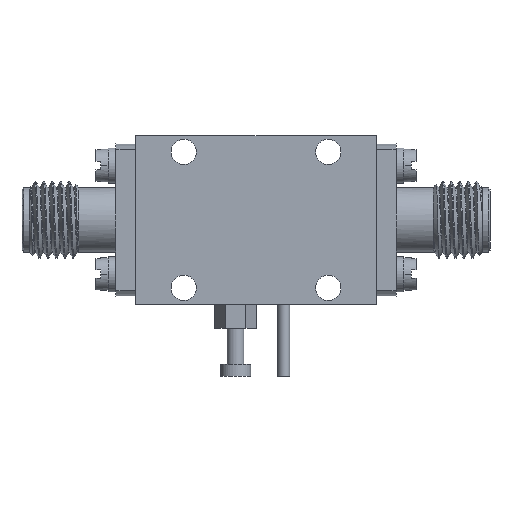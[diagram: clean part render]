
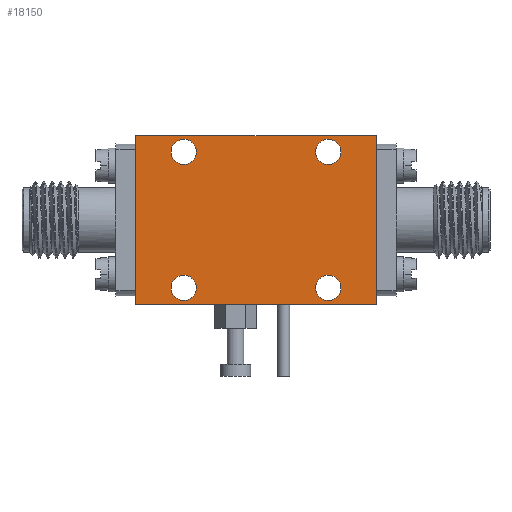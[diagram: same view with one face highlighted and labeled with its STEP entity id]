
A CAD part, front view. The second image highlights one B-rep face of the part: STEP entity #18150.
In plain terms, the highlighted planar face has unit normal (0, -1, 0).
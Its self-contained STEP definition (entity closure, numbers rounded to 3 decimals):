
#88 = FACE_OUTER_BOUND ( 'NONE', #18625, .T. ) ;
#109 = EDGE_LOOP ( 'NONE', ( #2704, #7512 ) ) ;
#543 = ORIENTED_EDGE ( 'NONE', *, *, #11937, .T. ) ;
#660 = DIRECTION ( 'NONE',  ( 0., 1., 0. ) ) ;
#716 = CARTESIAN_POINT ( 'NONE',  ( 6., 0., 5.65 ) ) ;
#850 = DIRECTION ( 'NONE',  ( 0., 0., 1. ) ) ;
#907 = AXIS2_PLACEMENT_3D ( 'NONE', #716, #7869, #19756 ) ;
#1290 = VECTOR ( 'NONE', #850, 1000. ) ;
#1303 = CARTESIAN_POINT ( 'NONE',  ( -6., 0., -4.6 ) ) ;
#1419 = VERTEX_POINT ( 'NONE', #5029 ) ;
#1478 = CARTESIAN_POINT ( 'NONE',  ( -6., 0., 6.7 ) ) ;
#1760 = VERTEX_POINT ( 'NONE', #18731 ) ;
#1927 = ORIENTED_EDGE ( 'NONE', *, *, #14758, .T. ) ;
#2009 = LINE ( 'NONE', #7579, #12999 ) ;
#2312 = CARTESIAN_POINT ( 'NONE',  ( 10., 0., -7. ) ) ;
#2349 = VERTEX_POINT ( 'NONE', #12804 ) ;
#2571 = ORIENTED_EDGE ( 'NONE', *, *, #5683, .F. ) ;
#2605 = VECTOR ( 'NONE', #18786, 1000. ) ;
#2682 = DIRECTION ( 'NONE',  ( 0., 1., 0. ) ) ;
#2704 = ORIENTED_EDGE ( 'NONE', *, *, #20007, .T. ) ;
#2770 = CARTESIAN_POINT ( 'NONE',  ( -10., 0., -7. ) ) ;
#3064 = DIRECTION ( 'NONE',  ( 0., 0., 1. ) ) ;
#3273 = DIRECTION ( 'NONE',  ( 0., 0., 1. ) ) ;
#3621 = CIRCLE ( 'NONE', #15579, 1.05 ) ;
#3812 = CARTESIAN_POINT ( 'NONE',  ( 0., 0., 0. ) ) ;
#3906 = AXIS2_PLACEMENT_3D ( 'NONE', #9395, #660, #11104 ) ;
#3924 = CIRCLE ( 'NONE', #11174, 1.05 ) ;
#4155 = CARTESIAN_POINT ( 'NONE',  ( -10., 0., 7. ) ) ;
#4321 = ORIENTED_EDGE ( 'NONE', *, *, #15172, .T. ) ;
#4753 = EDGE_LOOP ( 'NONE', ( #543, #1927 ) ) ;
#4960 = VERTEX_POINT ( 'NONE', #12542 ) ;
#5029 = CARTESIAN_POINT ( 'NONE',  ( 10., 0., -7. ) ) ;
#5035 = CARTESIAN_POINT ( 'NONE',  ( -10., 0., -7. ) ) ;
#5083 = DIRECTION ( 'NONE',  ( 0., 0., -1. ) ) ;
#5683 = EDGE_CURVE ( 'NONE', #13910, #12242, #2009, .T. ) ;
#5867 = LINE ( 'NONE', #2770, #20022 ) ;
#5891 = CARTESIAN_POINT ( 'NONE',  ( 6., 0., 5.65 ) ) ;
#6266 = ORIENTED_EDGE ( 'NONE', *, *, #13442, .T. ) ;
#7166 = DIRECTION ( 'NONE',  ( 0., 0., 1. ) ) ;
#7389 = VERTEX_POINT ( 'NONE', #12201 ) ;
#7430 = AXIS2_PLACEMENT_3D ( 'NONE', #8870, #15789, #7166 ) ;
#7435 = DIRECTION ( 'NONE',  ( 1., 0., 0. ) ) ;
#7512 = ORIENTED_EDGE ( 'NONE', *, *, #18938, .T. ) ;
#7579 = CARTESIAN_POINT ( 'NONE',  ( -10., 0., -7. ) ) ;
#7682 = CARTESIAN_POINT ( 'NONE',  ( -6., 0., -5.65 ) ) ;
#7869 = DIRECTION ( 'NONE',  ( 0., 1., 0. ) ) ;
#8199 = VERTEX_POINT ( 'NONE', #1478 ) ;
#8525 = VERTEX_POINT ( 'NONE', #1303 ) ;
#8703 = FACE_BOUND ( 'NONE', #19806, .T. ) ;
#8870 = CARTESIAN_POINT ( 'NONE',  ( 6., 0., -5.65 ) ) ;
#9395 = CARTESIAN_POINT ( 'NONE',  ( -6., 0., 5.65 ) ) ;
#9490 = DIRECTION ( 'NONE',  ( 0., 0., 1. ) ) ;
#9642 = DIRECTION ( 'NONE',  ( 0., 1., 0. ) ) ;
#10212 = ORIENTED_EDGE ( 'NONE', *, *, #21724, .T. ) ;
#10341 = CIRCLE ( 'NONE', #16475, 1.05 ) ;
#10635 = FACE_BOUND ( 'NONE', #4753, .T. ) ;
#10702 = CIRCLE ( 'NONE', #7430, 1.05 ) ;
#10776 = CARTESIAN_POINT ( 'NONE',  ( 6., 0., 6.7 ) ) ;
#11104 = DIRECTION ( 'NONE',  ( 0., 0., 1. ) ) ;
#11174 = AXIS2_PLACEMENT_3D ( 'NONE', #5891, #2682, #14835 ) ;
#11937 = EDGE_CURVE ( 'NONE', #14495, #2349, #3924, .T. ) ;
#11994 = EDGE_CURVE ( 'NONE', #18421, #8199, #13716, .T. ) ;
#12027 = CARTESIAN_POINT ( 'NONE',  ( -6., 0., 5.65 ) ) ;
#12126 = AXIS2_PLACEMENT_3D ( 'NONE', #3812, #13919, #5083 ) ;
#12139 = EDGE_CURVE ( 'NONE', #12242, #12697, #13265, .T. ) ;
#12156 = CIRCLE ( 'NONE', #907, 1.05 ) ;
#12197 = ORIENTED_EDGE ( 'NONE', *, *, #11994, .T. ) ;
#12201 = CARTESIAN_POINT ( 'NONE',  ( 6., 0., -6.7 ) ) ;
#12242 = VERTEX_POINT ( 'NONE', #4155 ) ;
#12290 = EDGE_CURVE ( 'NONE', #13910, #1419, #5867, .T. ) ;
#12542 = CARTESIAN_POINT ( 'NONE',  ( -6., 0., -6.7 ) ) ;
#12697 = VERTEX_POINT ( 'NONE', #13325 ) ;
#12804 = CARTESIAN_POINT ( 'NONE',  ( 6., 0., 4.6 ) ) ;
#12897 = DIRECTION ( 'NONE',  ( 0., 1., 0. ) ) ;
#12999 = VECTOR ( 'NONE', #14168, 1000. ) ;
#13087 = DIRECTION ( 'NONE',  ( 0., 1., 0. ) ) ;
#13196 = CARTESIAN_POINT ( 'NONE',  ( 6., 0., -5.65 ) ) ;
#13265 = LINE ( 'NONE', #22076, #2605 ) ;
#13325 = CARTESIAN_POINT ( 'NONE',  ( 10., 0., 7. ) ) ;
#13384 = DIRECTION ( 'NONE',  ( 0., 0., 1. ) ) ;
#13442 = EDGE_CURVE ( 'NONE', #4960, #8525, #19942, .T. ) ;
#13692 = ORIENTED_EDGE ( 'NONE', *, *, #19549, .T. ) ;
#13716 = CIRCLE ( 'NONE', #3906, 1.05 ) ;
#13910 = VERTEX_POINT ( 'NONE', #5035 ) ;
#13919 = DIRECTION ( 'NONE',  ( 0., -1., 0. ) ) ;
#13986 = AXIS2_PLACEMENT_3D ( 'NONE', #13196, #13087, #3064 ) ;
#14149 = PLANE ( 'NONE',  #12126 ) ;
#14168 = DIRECTION ( 'NONE',  ( 0., 0., 1. ) ) ;
#14495 = VERTEX_POINT ( 'NONE', #10776 ) ;
#14741 = ORIENTED_EDGE ( 'NONE', *, *, #12139, .F. ) ;
#14758 = EDGE_CURVE ( 'NONE', #2349, #14495, #12156, .T. ) ;
#14835 = DIRECTION ( 'NONE',  ( 0., 0., 1. ) ) ;
#15083 = DIRECTION ( 'NONE',  ( 0., 1., 0. ) ) ;
#15172 = EDGE_CURVE ( 'NONE', #8199, #18421, #10341, .T. ) ;
#15436 = CIRCLE ( 'NONE', #13986, 1.05 ) ;
#15579 = AXIS2_PLACEMENT_3D ( 'NONE', #18252, #9642, #13384 ) ;
#15620 = FACE_BOUND ( 'NONE', #109, .T. ) ;
#15789 = DIRECTION ( 'NONE',  ( 0., 1., 0. ) ) ;
#16379 = LINE ( 'NONE', #2312, #1290 ) ;
#16475 = AXIS2_PLACEMENT_3D ( 'NONE', #12027, #15083, #3273 ) ;
#16534 = EDGE_LOOP ( 'NONE', ( #4321, #12197 ) ) ;
#16857 = CARTESIAN_POINT ( 'NONE',  ( -6., 0., 4.6 ) ) ;
#18150 = ADVANCED_FACE ( 'NONE', ( #20930, #8703, #15620, #10635, #88 ), #14149, .T. ) ;
#18252 = CARTESIAN_POINT ( 'NONE',  ( -6., 0., -5.65 ) ) ;
#18421 = VERTEX_POINT ( 'NONE', #16857 ) ;
#18504 = AXIS2_PLACEMENT_3D ( 'NONE', #7682, #12897, #9490 ) ;
#18625 = EDGE_LOOP ( 'NONE', ( #19327, #13692, #14741, #2571 ) ) ;
#18731 = CARTESIAN_POINT ( 'NONE',  ( 6., 0., -4.6 ) ) ;
#18786 = DIRECTION ( 'NONE',  ( 1., 0., 0. ) ) ;
#18938 = EDGE_CURVE ( 'NONE', #7389, #1760, #10702, .T. ) ;
#19327 = ORIENTED_EDGE ( 'NONE', *, *, #12290, .T. ) ;
#19549 = EDGE_CURVE ( 'NONE', #1419, #12697, #16379, .T. ) ;
#19756 = DIRECTION ( 'NONE',  ( 0., 0., 1. ) ) ;
#19806 = EDGE_LOOP ( 'NONE', ( #10212, #6266 ) ) ;
#19942 = CIRCLE ( 'NONE', #18504, 1.05 ) ;
#20007 = EDGE_CURVE ( 'NONE', #1760, #7389, #15436, .T. ) ;
#20022 = VECTOR ( 'NONE', #7435, 1000. ) ;
#20930 = FACE_BOUND ( 'NONE', #16534, .T. ) ;
#21724 = EDGE_CURVE ( 'NONE', #8525, #4960, #3621, .T. ) ;
#22076 = CARTESIAN_POINT ( 'NONE',  ( -10., 0., 7. ) ) ;
